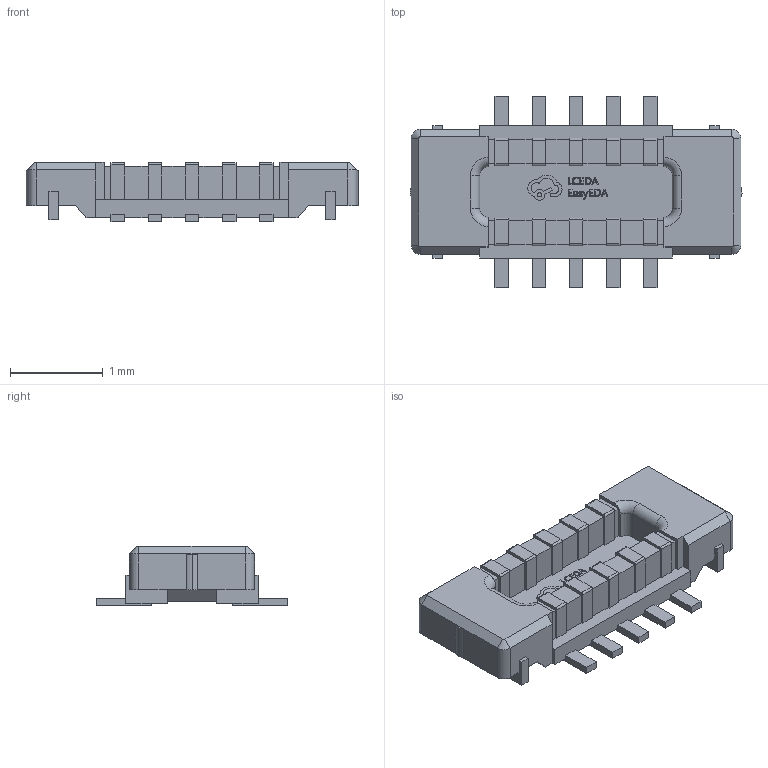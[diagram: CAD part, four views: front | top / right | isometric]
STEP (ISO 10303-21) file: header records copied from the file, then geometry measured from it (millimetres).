
FILE_DESCRIPTION(('CAx-IF Rec.Pracs.---Model Styling and Organization---1.5---2016-08-15','CAx-IF Rec.Pracs.---Geometric and Assembly Validation Properties---4.4---2016-08-17','CAx-IF Rec.Pracs.---User Defined Attributes---1.5---2016-08-15','CAx-IF Rec.Pracs.---External References---2.1---2005-01-19'),'2;1');
FILE_NAME('B2B YXT-BB10-10P-02.stp','2025-04-08T11:21:59',('Unspecified'),('Unspecified'),'CAD Exchanger 3.11.0 (cadexchanger.com)','Unspecified','');
FILE_SCHEMA(('AUTOMOTIVE_DESIGN { 1 0 10303 214 1 1 1 1 }'));
Length unit declared in the file: millimetre
Products named in the file (4): PCBModel; eotn-CN1; CONN-SMD_YXT-BB10-10P-02; COMPOUND
Assembly tree (3 placements, depth 4):
  PCBModel
    eotn-CN1
      CONN-SMD_YXT-BB10-10P-02
        COMPOUND
Bounding box: 3.59 x 2.07 x 0.64 mm (x, y, z)
Volume: 2.1 mm3; surface area: 20.2 mm2
Topology: 14 solids, 14 shells, 546 faces, 1513 edges, 1002 vertices
Faces by surface type: plane 391, bspline 114, cylinder 33, cone 4, torus 4
Entity records: 22359 total; most frequent: CARTESIAN_POINT 5485, ORIENTED_EDGE 3026, DIRECTION 2219, EDGE_CURVE 1513, LINE 1203, VECTOR 1203, VERTEX_POINT 1002, FACE_BOUND 565
